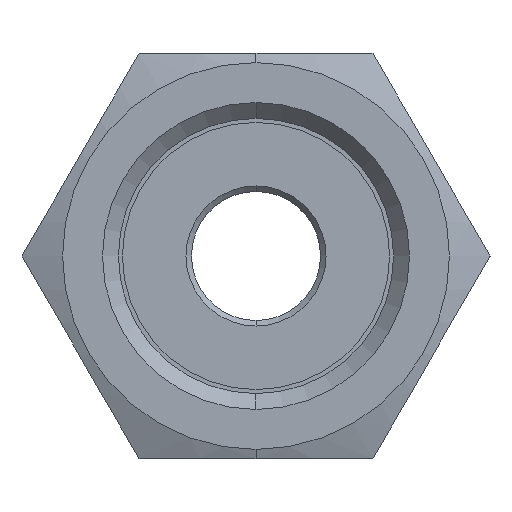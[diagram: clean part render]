
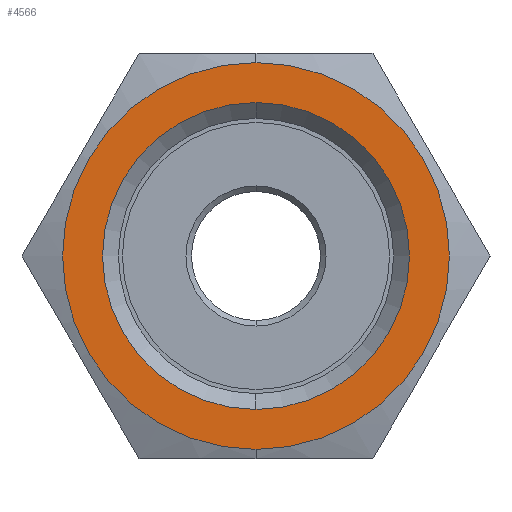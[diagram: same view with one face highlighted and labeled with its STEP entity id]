
A CAD part, left-side view. The second image highlights one B-rep face of the part: STEP entity #4566.
In plain terms, the highlighted planar face has unit normal (-1, 0, 0).
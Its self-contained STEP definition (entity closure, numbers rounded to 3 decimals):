
#249 = EDGE_CURVE ( 'NONE', #14705, #2568, #8381, .T. ) ;
#351 = AXIS2_PLACEMENT_3D ( 'NONE', #14482, #6636, #9391 ) ;
#746 = EDGE_CURVE ( 'NONE', #13171, #1678, #14887, .T. ) ;
#764 = CARTESIAN_POINT ( 'NONE',  ( -52., 0., 0. ) ) ;
#1301 = CARTESIAN_POINT ( 'NONE',  ( -52., 0., 0. ) ) ;
#1678 = VERTEX_POINT ( 'NONE', #13258 ) ;
#1832 = ORIENTED_EDGE ( 'NONE', *, *, #9494, .F. ) ;
#2123 = FACE_BOUND ( 'NONE', #11954, .T. ) ;
#2568 = VERTEX_POINT ( 'NONE', #14780 ) ;
#3604 = CIRCLE ( 'NONE', #4826, 8.33 ) ;
#3662 = AXIS2_PLACEMENT_3D ( 'NONE', #13871, #5983, #16308 ) ;
#3779 = DIRECTION ( 'NONE',  ( -1., 0., 0. ) ) ;
#4004 = CARTESIAN_POINT ( 'NONE',  ( -52., 0., -8.33 ) ) ;
#4005 = PLANE ( 'NONE',  #351 ) ;
#4415 = ORIENTED_EDGE ( 'NONE', *, *, #15660, .T. ) ;
#4566 = ADVANCED_FACE ( 'NONE', ( #2123, #5364 ), #4005, .F. ) ;
#4826 = AXIS2_PLACEMENT_3D ( 'NONE', #7585, #3779, #12779 ) ;
#5364 = FACE_OUTER_BOUND ( 'NONE', #6104, .T. ) ;
#5983 = DIRECTION ( 'NONE',  ( -1., 0., 0. ) ) ;
#6104 = EDGE_LOOP ( 'NONE', ( #4415, #9734 ) ) ;
#6468 = DIRECTION ( 'NONE',  ( 0., 0., 1. ) ) ;
#6636 = DIRECTION ( 'NONE',  ( 1., 0., 0. ) ) ;
#7116 = DIRECTION ( 'NONE',  ( -1., 0., 0. ) ) ;
#7484 = AXIS2_PLACEMENT_3D ( 'NONE', #1301, #14326, #6468 ) ;
#7585 = CARTESIAN_POINT ( 'NONE',  ( -52., 0., 0. ) ) ;
#8266 = CIRCLE ( 'NONE', #3662, 10.5 ) ;
#8381 = CIRCLE ( 'NONE', #14162, 8.33 ) ;
#9317 = CARTESIAN_POINT ( 'NONE',  ( -52., 0., 10.5 ) ) ;
#9391 = DIRECTION ( 'NONE',  ( 0., 0., -1. ) ) ;
#9494 = EDGE_CURVE ( 'NONE', #2568, #14705, #3604, .T. ) ;
#9734 = ORIENTED_EDGE ( 'NONE', *, *, #746, .T. ) ;
#11954 = EDGE_LOOP ( 'NONE', ( #1832, #13221 ) ) ;
#12779 = DIRECTION ( 'NONE',  ( 0., 0., 1. ) ) ;
#13171 = VERTEX_POINT ( 'NONE', #9317 ) ;
#13221 = ORIENTED_EDGE ( 'NONE', *, *, #249, .F. ) ;
#13258 = CARTESIAN_POINT ( 'NONE',  ( -52., 0., -10.5 ) ) ;
#13871 = CARTESIAN_POINT ( 'NONE',  ( -52., 0., 0. ) ) ;
#14162 = AXIS2_PLACEMENT_3D ( 'NONE', #764, #7116, #15080 ) ;
#14326 = DIRECTION ( 'NONE',  ( -1., 0., 0. ) ) ;
#14482 = CARTESIAN_POINT ( 'NONE',  ( -52., 10.5, 0. ) ) ;
#14705 = VERTEX_POINT ( 'NONE', #4004 ) ;
#14780 = CARTESIAN_POINT ( 'NONE',  ( -52., 0., 8.33 ) ) ;
#14887 = CIRCLE ( 'NONE', #7484, 10.5 ) ;
#15080 = DIRECTION ( 'NONE',  ( 0., 0., 1. ) ) ;
#15660 = EDGE_CURVE ( 'NONE', #1678, #13171, #8266, .T. ) ;
#16308 = DIRECTION ( 'NONE',  ( 0., 0., 1. ) ) ;
